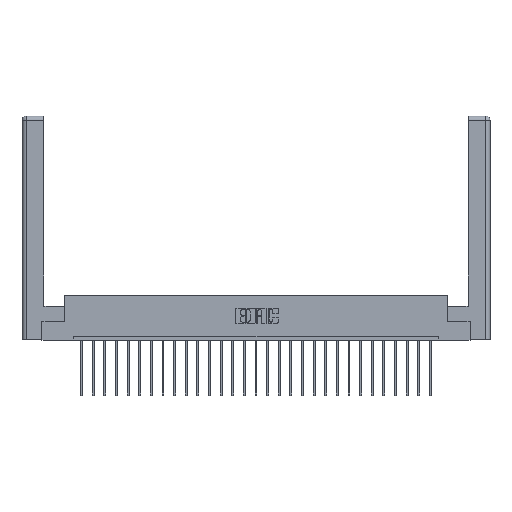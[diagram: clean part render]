
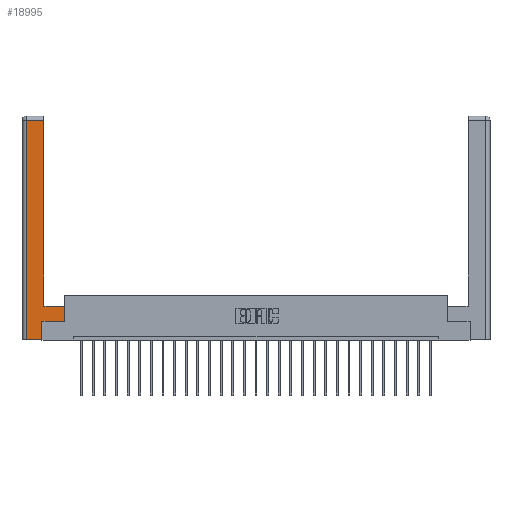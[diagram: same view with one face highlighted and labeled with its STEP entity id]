
A CAD part, top view. The second image highlights one B-rep face of the part: STEP entity #18995.
In plain terms, the highlighted planar face has unit normal (0, 0, 1).
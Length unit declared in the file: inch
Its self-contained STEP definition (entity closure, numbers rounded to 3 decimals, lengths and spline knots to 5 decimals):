
#234 = AXIS2_PLACEMENT_3D ( 'NONE', #26554, #7496, #9596 ) ;
#2128 = VECTOR ( 'NONE', #22622, 39.37008 ) ;
#2215 = CARTESIAN_POINT ( 'NONE',  ( 0.265, 0., 0. ) ) ;
#2324 = CARTESIAN_POINT ( 'NONE',  ( 0.0615, 2.94, 0. ) ) ;
#3091 = VECTOR ( 'NONE', #21817, 39.37008 ) ;
#3298 = LINE ( 'NONE', #18747, #16353 ) ;
#3736 = ORIENTED_EDGE ( 'NONE', *, *, #12266, .T. ) ;
#4553 = LINE ( 'NONE', #18126, #12663 ) ;
#4684 = VECTOR ( 'NONE', #11988, 39.37008 ) ;
#5471 = DIRECTION ( 'NONE',  ( 1., 0., 0. ) ) ;
#5511 = PLANE ( 'NONE',  #234 ) ;
#6565 = VERTEX_POINT ( 'NONE', #11847 ) ;
#6658 = VERTEX_POINT ( 'NONE', #23056 ) ;
#7496 = DIRECTION ( 'NONE',  ( 0., 0., -1. ) ) ;
#7498 = CARTESIAN_POINT ( 'NONE',  ( 0.265, 0.245, 0. ) ) ;
#7673 = DIRECTION ( 'NONE',  ( 0., 1., 0. ) ) ;
#7927 = CARTESIAN_POINT ( 'NONE',  ( 0.0615, 0., 0. ) ) ;
#9596 = DIRECTION ( 'NONE',  ( -1., 0., 0. ) ) ;
#9875 = DIRECTION ( 'NONE',  ( 1., 0., 0. ) ) ;
#9897 = EDGE_CURVE ( 'NONE', #15060, #6565, #22834, .T. ) ;
#11847 = CARTESIAN_POINT ( 'NONE',  ( 0.565, 0.245, 0. ) ) ;
#11988 = DIRECTION ( 'NONE',  ( -1., 0., 0. ) ) ;
#12136 = VERTEX_POINT ( 'NONE', #2324 ) ;
#12266 = EDGE_CURVE ( 'NONE', #6565, #17955, #20476, .T. ) ;
#12663 = VECTOR ( 'NONE', #9875, 39.37008 ) ;
#12671 = LINE ( 'NONE', #18386, #16971 ) ;
#12718 = CARTESIAN_POINT ( 'NONE',  ( 0.295, 0.45, 0. ) ) ;
#12800 = LINE ( 'NONE', #18354, #4684 ) ;
#12970 = FACE_OUTER_BOUND ( 'NONE', #13656, .T. ) ;
#13115 = VERTEX_POINT ( 'NONE', #12718 ) ;
#13656 = EDGE_LOOP ( 'NONE', ( #15335, #13663, #21552, #18527, #24610, #16957, #3736, #23024 ) ) ;
#13663 = ORIENTED_EDGE ( 'NONE', *, *, #15837, .T. ) ;
#13840 = VERTEX_POINT ( 'NONE', #25571 ) ;
#13883 = LINE ( 'NONE', #7927, #2128 ) ;
#15060 = VERTEX_POINT ( 'NONE', #25980 ) ;
#15335 = ORIENTED_EDGE ( 'NONE', *, *, #15361, .T. ) ;
#15361 = EDGE_CURVE ( 'NONE', #13115, #6658, #12671, .T. ) ;
#15837 = EDGE_CURVE ( 'NONE', #6658, #12136, #12800, .T. ) ;
#16353 = VECTOR ( 'NONE', #22975, 39.37008 ) ;
#16660 = VERTEX_POINT ( 'NONE', #2215 ) ;
#16957 = ORIENTED_EDGE ( 'NONE', *, *, #9897, .T. ) ;
#16971 = VECTOR ( 'NONE', #24538, 39.37008 ) ;
#17955 = VERTEX_POINT ( 'NONE', #23865 ) ;
#18126 = CARTESIAN_POINT ( 'NONE',  ( 0.265, 0., 0. ) ) ;
#18354 = CARTESIAN_POINT ( 'NONE',  ( 0.0615, 2.94, 0. ) ) ;
#18386 = CARTESIAN_POINT ( 'NONE',  ( 0.295, 3., 0. ) ) ;
#18527 = ORIENTED_EDGE ( 'NONE', *, *, #19034, .T. ) ;
#18747 = CARTESIAN_POINT ( 'NONE',  ( 0.295, 0.45, 0. ) ) ;
#18995 = ADVANCED_FACE ( 'NONE', ( #12970 ), #5511, .F. ) ;
#19034 = EDGE_CURVE ( 'NONE', #13840, #16660, #4553, .T. ) ;
#19486 = CARTESIAN_POINT ( 'NONE',  ( 0.565, 0.45, 0. ) ) ;
#20476 = LINE ( 'NONE', #19486, #3091 ) ;
#21166 = EDGE_CURVE ( 'NONE', #12136, #13840, #13883, .T. ) ;
#21552 = ORIENTED_EDGE ( 'NONE', *, *, #21166, .T. ) ;
#21817 = DIRECTION ( 'NONE',  ( 0., 1., 0. ) ) ;
#21828 = EDGE_CURVE ( 'NONE', #17955, #13115, #3298, .T. ) ;
#21965 = CARTESIAN_POINT ( 'NONE',  ( 0.565, 0.245, 0. ) ) ;
#22622 = DIRECTION ( 'NONE',  ( 0., -1., 0. ) ) ;
#22834 = LINE ( 'NONE', #21965, #26794 ) ;
#22975 = DIRECTION ( 'NONE',  ( -1., 0., 0. ) ) ;
#23024 = ORIENTED_EDGE ( 'NONE', *, *, #21828, .T. ) ;
#23056 = CARTESIAN_POINT ( 'NONE',  ( 0.295, 2.94, 0. ) ) ;
#23485 = VECTOR ( 'NONE', #7673, 39.37008 ) ;
#23865 = CARTESIAN_POINT ( 'NONE',  ( 0.565, 0.45, 0. ) ) ;
#23922 = EDGE_CURVE ( 'NONE', #16660, #15060, #25782, .T. ) ;
#24538 = DIRECTION ( 'NONE',  ( 0., 1., 0. ) ) ;
#24610 = ORIENTED_EDGE ( 'NONE', *, *, #23922, .T. ) ;
#25571 = CARTESIAN_POINT ( 'NONE',  ( 0.0615, 0., 0. ) ) ;
#25782 = LINE ( 'NONE', #7498, #23485 ) ;
#25980 = CARTESIAN_POINT ( 'NONE',  ( 0.265, 0.245, 0. ) ) ;
#26554 = CARTESIAN_POINT ( 'NONE',  ( 0., 0., 0. ) ) ;
#26794 = VECTOR ( 'NONE', #5471, 39.37008 ) ;
